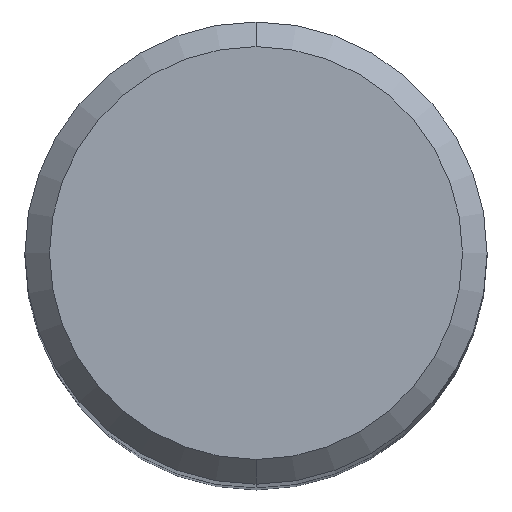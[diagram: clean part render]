
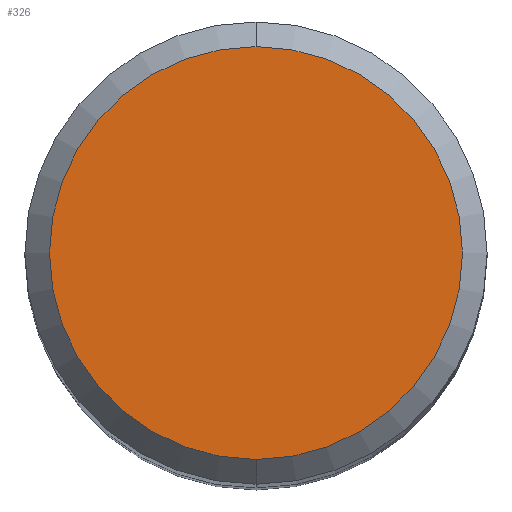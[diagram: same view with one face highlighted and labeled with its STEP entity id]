
A CAD part, top view. The second image highlights one B-rep face of the part: STEP entity #326.
In plain terms, the highlighted planar face has unit normal (0, 0, 1).
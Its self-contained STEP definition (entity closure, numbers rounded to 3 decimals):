
#326=ADVANCED_FACE('',(#642),#643,.T.);
#352=EDGE_CURVE('',#370,#408,#673,.T.);
#370=VERTEX_POINT('',#692);
#408=VERTEX_POINT('',#735);
#424=EDGE_CURVE('',#408,#370,#752,.T.);
#642=FACE_OUTER_BOUND('',#1176,.T.);
#643=PLANE('',#1177);
#673=CIRCLE('',#1228,6.7);
#692=CARTESIAN_POINT('',(0.0,6.7,0.0));
#735=CARTESIAN_POINT('',(0.,-6.7,0.0));
#752=CIRCLE('',#1414,6.7);
#1176=EDGE_LOOP('',(#1670,#1671));
#1177=AXIS2_PLACEMENT_3D('',#1672,#1673,#1674);
#1228=AXIS2_PLACEMENT_3D('',#1713,#1714,#1715);
#1414=AXIS2_PLACEMENT_3D('',#1800,#1801,#1802);
#1670=ORIENTED_EDGE('',*,*,#352,.F.);
#1671=ORIENTED_EDGE('',*,*,#424,.F.);
#1672=CARTESIAN_POINT('',(0.0,3.35,0.0));
#1673=DIRECTION('',(-0.0,0.0,1.0));
#1674=DIRECTION('',(0.0,-1.0,0.0));
#1713=CARTESIAN_POINT('',(0.0,0.0,0.0));
#1714=DIRECTION('',(0.0,0.0,-1.0));
#1715=DIRECTION('',(0.0,1.0,0.0));
#1800=CARTESIAN_POINT('',(0.0,0.0,0.0));
#1801=DIRECTION('',(0.0,0.0,-1.0));
#1802=DIRECTION('',(0.0,1.0,0.0));
